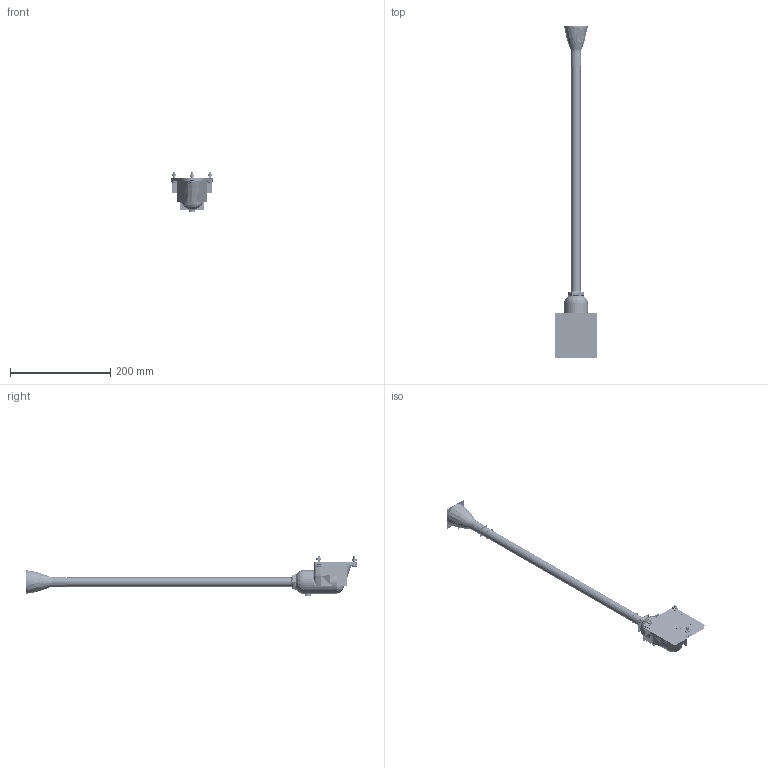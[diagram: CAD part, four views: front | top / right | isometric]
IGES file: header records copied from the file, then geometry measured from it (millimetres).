
Start section:  PTC IGES file: 192287.igs
Global section: file name: 192287.igs; native system: Creo Parametric by Parametric Technology Corporation; preprocessor: 2013230; author: pdmadmin; organization: Unknown; date: 20151217.113301; units: millimetre
Bounding box: 85.31 x 662.53 x 80.33 mm (x, y, z)
Volume: 170677.9 mm3; surface area: 967671.7 mm2
Topology: 24 solids, 38 shells, 2456 faces, 12275 edges, 15576 vertices
Faces by surface type: revolution 1268, bspline 1172, extrusion 16
